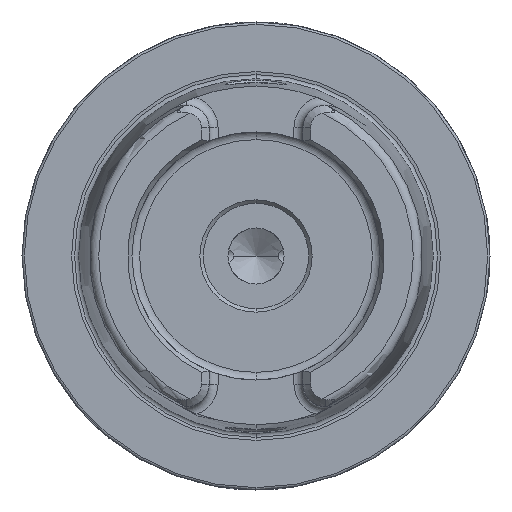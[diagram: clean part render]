
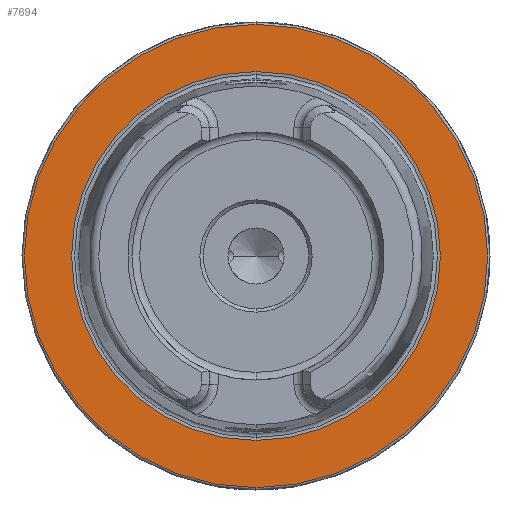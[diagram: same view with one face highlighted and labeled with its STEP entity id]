
A CAD part, left-side view. The second image highlights one B-rep face of the part: STEP entity #7694.
In plain terms, the highlighted planar face has unit normal (-1, 0, 0).
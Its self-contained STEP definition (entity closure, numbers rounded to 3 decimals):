
#125 = FACE_BOUND ( 'NONE', #26208, .T. ) ;
#1008 = CARTESIAN_POINT ( 'NONE',  ( 0., 0., -39.405 ) ) ;
#1068 = DIRECTION ( 'NONE',  ( -1., 0., 0. ) ) ;
#1617 = VERTEX_POINT ( 'NONE', #24410 ) ;
#2533 = CIRCLE ( 'NONE', #2961, 49.5 ) ;
#2961 = AXIS2_PLACEMENT_3D ( 'NONE', #11218, #1068, #25539 ) ;
#3559 = CIRCLE ( 'NONE', #14625, 39.405 ) ;
#5559 = DIRECTION ( 'NONE',  ( -1., 0., 0. ) ) ;
#5760 = CARTESIAN_POINT ( 'NONE',  ( 0., 0., 39.405 ) ) ;
#5849 = EDGE_LOOP ( 'NONE', ( #19977, #15798 ) ) ;
#6888 = VERTEX_POINT ( 'NONE', #13141 ) ;
#7694 = ADVANCED_FACE ( 'NONE', ( #125, #26184 ), #12127, .F. ) ;
#7859 = DIRECTION ( 'NONE',  ( -1., 0., 0. ) ) ;
#7868 = DIRECTION ( 'NONE',  ( 1., 0., 0. ) ) ;
#7949 = EDGE_CURVE ( 'NONE', #6888, #1617, #2533, .T. ) ;
#9465 = CARTESIAN_POINT ( 'NONE',  ( 0., 0., 0. ) ) ;
#9599 = DIRECTION ( 'NONE',  ( 0., 0., 1. ) ) ;
#9729 = DIRECTION ( 'NONE',  ( 0., 0., 1. ) ) ;
#10132 = CIRCLE ( 'NONE', #22926, 39.405 ) ;
#10176 = CARTESIAN_POINT ( 'NONE',  ( 0., 0., 0. ) ) ;
#11218 = CARTESIAN_POINT ( 'NONE',  ( 0., 0., 0. ) ) ;
#12127 = PLANE ( 'NONE',  #25171 ) ;
#12184 = VERTEX_POINT ( 'NONE', #5760 ) ;
#13141 = CARTESIAN_POINT ( 'NONE',  ( 0., 0., -49.5 ) ) ;
#13955 = EDGE_CURVE ( 'NONE', #12184, #22682, #10132, .T. ) ;
#14625 = AXIS2_PLACEMENT_3D ( 'NONE', #18245, #5559, #9729 ) ;
#15798 = ORIENTED_EDGE ( 'NONE', *, *, #7949, .T. ) ;
#16124 = CARTESIAN_POINT ( 'NONE',  ( 0., 49.5, 0. ) ) ;
#16520 = DIRECTION ( 'NONE',  ( 0., 0., -1. ) ) ;
#17838 = EDGE_CURVE ( 'NONE', #1617, #6888, #19530, .T. ) ;
#18245 = CARTESIAN_POINT ( 'NONE',  ( 0., 0., 0. ) ) ;
#18294 = DIRECTION ( 'NONE',  ( 0., 0., 1. ) ) ;
#18391 = ORIENTED_EDGE ( 'NONE', *, *, #23474, .F. ) ;
#19530 = CIRCLE ( 'NONE', #24170, 49.5 ) ;
#19977 = ORIENTED_EDGE ( 'NONE', *, *, #17838, .T. ) ;
#20105 = ORIENTED_EDGE ( 'NONE', *, *, #13955, .F. ) ;
#22204 = DIRECTION ( 'NONE',  ( -1., 0., 0. ) ) ;
#22682 = VERTEX_POINT ( 'NONE', #1008 ) ;
#22926 = AXIS2_PLACEMENT_3D ( 'NONE', #9465, #7859, #9599 ) ;
#23474 = EDGE_CURVE ( 'NONE', #22682, #12184, #3559, .T. ) ;
#24170 = AXIS2_PLACEMENT_3D ( 'NONE', #10176, #22204, #18294 ) ;
#24410 = CARTESIAN_POINT ( 'NONE',  ( 0., 0., 49.5 ) ) ;
#25171 = AXIS2_PLACEMENT_3D ( 'NONE', #16124, #7868, #16520 ) ;
#25539 = DIRECTION ( 'NONE',  ( 0., 0., 1. ) ) ;
#26184 = FACE_OUTER_BOUND ( 'NONE', #5849, .T. ) ;
#26208 = EDGE_LOOP ( 'NONE', ( #20105, #18391 ) ) ;
